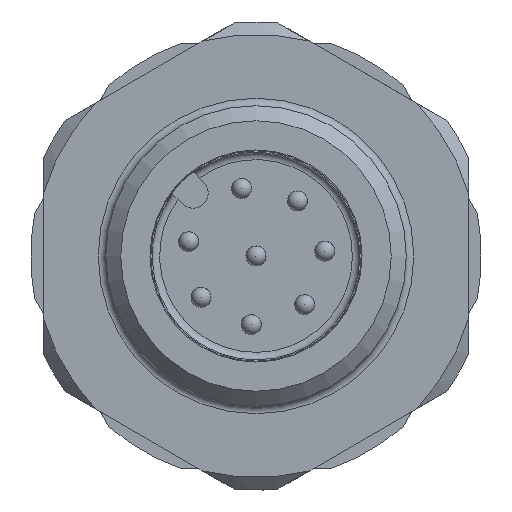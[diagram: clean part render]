
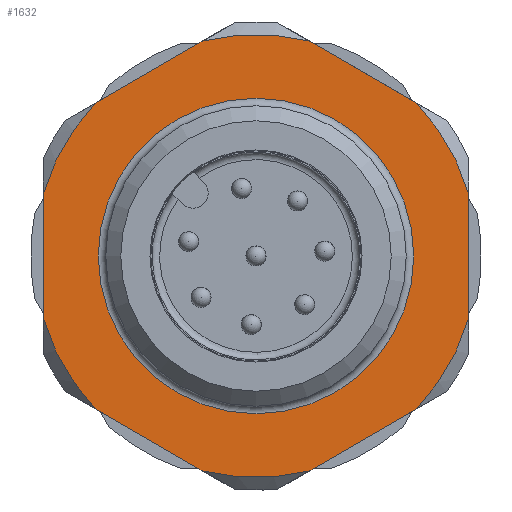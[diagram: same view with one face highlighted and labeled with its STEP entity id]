
A CAD part, front view. The second image highlights one B-rep face of the part: STEP entity #1632.
In plain terms, the highlighted planar face has unit normal (0, -1, 0).
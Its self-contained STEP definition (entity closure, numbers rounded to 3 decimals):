
#224=PLANE('',#2232);
#299=LINE('',#3296,#379);
#300=LINE('',#3297,#380);
#301=LINE('',#3298,#381);
#302=LINE('',#3299,#382);
#303=LINE('',#3300,#383);
#304=LINE('',#3301,#384);
#379=VECTOR('',#2578,1.);
#380=VECTOR('',#2579,1.);
#381=VECTOR('',#2580,1.);
#382=VECTOR('',#2581,1.);
#383=VECTOR('',#2582,1.);
#384=VECTOR('',#2583,1.);
#455=EDGE_LOOP('',(#773));
#456=EDGE_LOOP('',(#774,#775,#776,#777,#778,#779,#780,#781,#782,#783,#784,
#785));
#773=ORIENTED_EDGE('',*,*,#1259,.T.);
#774=ORIENTED_EDGE('',*,*,#1242,.F.);
#775=ORIENTED_EDGE('',*,*,#1260,.T.);
#776=ORIENTED_EDGE('',*,*,#1244,.F.);
#777=ORIENTED_EDGE('',*,*,#1261,.T.);
#778=ORIENTED_EDGE('',*,*,#1257,.F.);
#779=ORIENTED_EDGE('',*,*,#1262,.T.);
#780=ORIENTED_EDGE('',*,*,#1254,.F.);
#781=ORIENTED_EDGE('',*,*,#1263,.T.);
#782=ORIENTED_EDGE('',*,*,#1251,.F.);
#783=ORIENTED_EDGE('',*,*,#1264,.T.);
#784=ORIENTED_EDGE('',*,*,#1248,.F.);
#785=ORIENTED_EDGE('',*,*,#1265,.T.);
#1242=EDGE_CURVE('',#2020,#2021,#1472,.T.);
#1244=EDGE_CURVE('',#2022,#2023,#1473,.T.);
#1248=EDGE_CURVE('',#2024,#2025,#1474,.T.);
#1251=EDGE_CURVE('',#2026,#2027,#1475,.T.);
#1254=EDGE_CURVE('',#2028,#2029,#1476,.T.);
#1257=EDGE_CURVE('',#2030,#2031,#1477,.T.);
#1259=EDGE_CURVE('',#2032,#2032,#1478,.T.);
#1260=EDGE_CURVE('',#2020,#2023,#299,.T.);
#1261=EDGE_CURVE('',#2022,#2031,#300,.T.);
#1262=EDGE_CURVE('',#2030,#2029,#301,.T.);
#1263=EDGE_CURVE('',#2028,#2027,#302,.T.);
#1264=EDGE_CURVE('',#2026,#2025,#303,.T.);
#1265=EDGE_CURVE('',#2024,#2021,#304,.T.);
#1472=CIRCLE('',#2219,8.85);
#1473=CIRCLE('',#2221,8.85);
#1474=CIRCLE('',#2223,8.85);
#1475=CIRCLE('',#2225,8.85);
#1476=CIRCLE('',#2227,8.85);
#1477=CIRCLE('',#2229,8.85);
#1478=CIRCLE('',#2231,6.3);
#1632=ADVANCED_FACE('',(#1787,#1788),#224,.T.);
#1787=FACE_BOUND('',#455,.T.);
#1788=FACE_BOUND('',#456,.T.);
#2020=VERTEX_POINT('',#3226);
#2021=VERTEX_POINT('',#3228);
#2022=VERTEX_POINT('',#3235);
#2023=VERTEX_POINT('',#3236);
#2024=VERTEX_POINT('',#3250);
#2025=VERTEX_POINT('',#3252);
#2026=VERTEX_POINT('',#3262);
#2027=VERTEX_POINT('',#3264);
#2028=VERTEX_POINT('',#3274);
#2029=VERTEX_POINT('',#3276);
#2030=VERTEX_POINT('',#3286);
#2031=VERTEX_POINT('',#3288);
#2032=VERTEX_POINT('',#3295);
#2219=AXIS2_PLACEMENT_3D('',#3227,#2552,#2553);
#2221=AXIS2_PLACEMENT_3D('',#3234,#2556,#2557);
#2223=AXIS2_PLACEMENT_3D('',#3251,#2560,#2561);
#2225=AXIS2_PLACEMENT_3D('',#3263,#2564,#2565);
#2227=AXIS2_PLACEMENT_3D('',#3275,#2568,#2569);
#2229=AXIS2_PLACEMENT_3D('',#3287,#2572,#2573);
#2231=AXIS2_PLACEMENT_3D('',#3294,#2576,#2577);
#2232=AXIS2_PLACEMENT_3D('',#3302,#2584,#2585);
#2552=DIRECTION('',(0.,1.,0.));
#2553=DIRECTION('',(0.5,0.,-0.866));
#2556=DIRECTION('',(0.,1.,0.));
#2557=DIRECTION('',(0.5,0.,-0.866));
#2560=DIRECTION('',(0.,1.,0.));
#2561=DIRECTION('',(0.5,0.,-0.866));
#2564=DIRECTION('',(0.,1.,0.));
#2565=DIRECTION('',(0.5,0.,-0.866));
#2568=DIRECTION('',(0.,1.,0.));
#2569=DIRECTION('',(0.5,0.,-0.866));
#2572=DIRECTION('',(0.,1.,0.));
#2573=DIRECTION('',(0.5,0.,-0.866));
#2576=DIRECTION('',(0.,1.,0.));
#2577=DIRECTION('',(0.5,0.,-0.866));
#2578=DIRECTION('',(-0.866,0.,0.5));
#2579=DIRECTION('',(-0.866,0.,-0.5));
#2580=DIRECTION('',(0.,0.,-1.));
#2581=DIRECTION('',(0.866,0.,-0.5));
#2582=DIRECTION('',(0.866,0.,0.5));
#2583=DIRECTION('',(0.,0.,1.));
#2584=DIRECTION('',(0.,-1.,0.));
#2585=DIRECTION('',(-0.5,0.,0.866));
#3226=CARTESIAN_POINT('',(6.384,10.1,6.129));
#3227=CARTESIAN_POINT('',(0.,10.1,0.));
#3228=CARTESIAN_POINT('',(8.5,10.1,2.464));
#3234=CARTESIAN_POINT('',(0.,10.1,0.));
#3235=CARTESIAN_POINT('',(-2.116,10.1,8.593));
#3236=CARTESIAN_POINT('',(2.116,10.1,8.593));
#3250=CARTESIAN_POINT('',(8.5,10.1,-2.464));
#3251=CARTESIAN_POINT('',(0.,10.1,0.));
#3252=CARTESIAN_POINT('',(6.384,10.1,-6.129));
#3262=CARTESIAN_POINT('',(2.116,10.1,-8.593));
#3263=CARTESIAN_POINT('',(0.,10.1,0.));
#3264=CARTESIAN_POINT('',(-2.116,10.1,-8.593));
#3274=CARTESIAN_POINT('',(-6.384,10.1,-6.129));
#3275=CARTESIAN_POINT('',(0.,10.1,0.));
#3276=CARTESIAN_POINT('',(-8.5,10.1,-2.464));
#3286=CARTESIAN_POINT('',(-8.5,10.1,2.464));
#3287=CARTESIAN_POINT('',(0.,10.1,0.));
#3288=CARTESIAN_POINT('',(-6.384,10.1,6.129));
#3294=CARTESIAN_POINT('',(0.,10.1,0.));
#3295=CARTESIAN_POINT('',(3.15,10.1,-5.456));
#3296=CARTESIAN_POINT('',(0.418,10.1,9.574));
#3297=CARTESIAN_POINT('',(-11.914,10.1,2.936));
#3298=CARTESIAN_POINT('',(-8.5,10.1,-4.425));
#3299=CARTESIAN_POINT('',(-8.082,10.1,-5.149));
#3300=CARTESIAN_POINT('',(-3.414,10.1,-11.786));
#3301=CARTESIAN_POINT('',(8.5,10.1,-4.425));
#3302=CARTESIAN_POINT('',(-7.664,10.1,-4.425));
